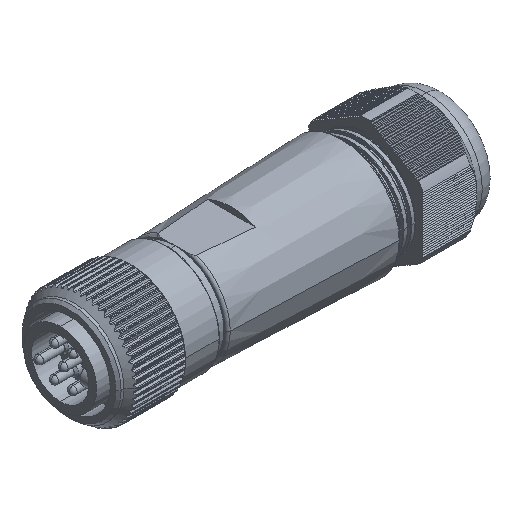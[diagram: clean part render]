
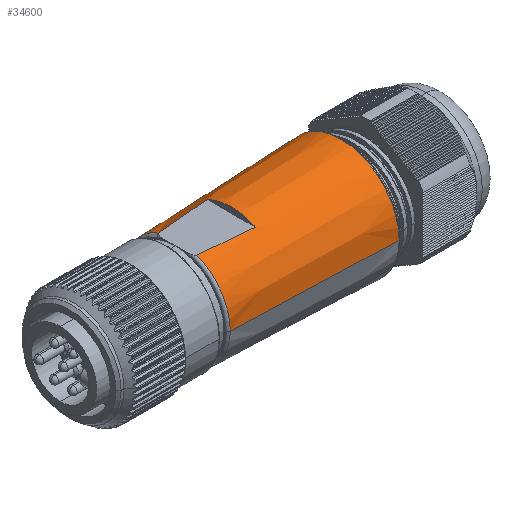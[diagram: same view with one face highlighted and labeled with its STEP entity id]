
A CAD part, isometric view. The second image highlights one B-rep face of the part: STEP entity #34600.
In plain terms, the highlighted conical face has half-angle 2 degrees and reference radius 13.09 mm.
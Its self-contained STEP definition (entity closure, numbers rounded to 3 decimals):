
#56 = DIRECTION ( 'NONE',  ( -1., 0., 0. ) ) ;
#722 = AXIS2_PLACEMENT_3D ( 'NONE', #23827, #6514, #26726 ) ;
#1455 = CARTESIAN_POINT ( 'NONE',  ( 22.237, -4.804, 12.2 ) ) ;
#1471 = DIRECTION ( 'NONE',  ( 0., 1., 0. ) ) ;
#1543 = CARTESIAN_POINT ( 'NONE',  ( 21.61, 0., 0. ) ) ;
#2523 = CARTESIAN_POINT ( 'NONE',  ( 26.681, 5.228, 12.2 ) ) ;
#3899 = EDGE_CURVE ( 'NONE', #23938, #20981, #26819, .T. ) ;
#4392 = DIRECTION ( 'NONE',  ( 0., 1., 0. ) ) ;
#5185 = CARTESIAN_POINT ( 'NONE',  ( 22.237, 13.112, 0. ) ) ;
#6197 = B_SPLINE_CURVE_WITH_KNOTS ( 'NONE', 3,
 ( #25476, #31308, #2523, #22675 ),
 .UNSPECIFIED., .F., .F.,
 ( 4, 4 ),
 ( 0.015, 0.029 ),
 .UNSPECIFIED. ) ;
#6243 = VECTOR ( 'NONE', #28121, 1000. ) ;
#6502 = VERTEX_POINT ( 'NONE', #14604 ) ;
#6514 = DIRECTION ( 'NONE',  ( 1., 0., 0. ) ) ;
#8217 = DIRECTION ( 'NONE',  ( 0.999, -0.035, 0. ) ) ;
#8347 = CARTESIAN_POINT ( 'NONE',  ( 21.61, -13.09, 0. ) ) ;
#8788 = CARTESIAN_POINT ( 'NONE',  ( 22.237, -4.804, 12.2 ) ) ;
#8894 = VECTOR ( 'NONE', #8217, 1000. ) ;
#9358 = DIRECTION ( 'NONE',  ( -1., 0., 0. ) ) ;
#9818 = LINE ( 'NONE', #8347, #8894 ) ;
#9822 = CARTESIAN_POINT ( 'NONE',  ( 62.887, -14.531, 0. ) ) ;
#10581 = EDGE_CURVE ( 'NONE', #14109, #34029, #9818, .T. ) ;
#11845 = AXIS2_PLACEMENT_3D ( 'NONE', #26685, #9358, #29616 ) ;
#12860 = ORIENTED_EDGE ( 'NONE', *, *, #3899, .F. ) ;
#13144 = CARTESIAN_POINT ( 'NONE',  ( 26.681, -5.228, 12.2 ) ) ;
#13386 = VERTEX_POINT ( 'NONE', #18076 ) ;
#13670 = EDGE_LOOP ( 'NONE', ( #14384, #33449, #36271, #19186, #30483, #17313, #12860, #27324 ) ) ;
#14095 = AXIS2_PLACEMENT_3D ( 'NONE', #1543, #27503, #4392 ) ;
#14109 = VERTEX_POINT ( 'NONE', #19024 ) ;
#14384 = ORIENTED_EDGE ( 'NONE', *, *, #15665, .T. ) ;
#14604 = CARTESIAN_POINT ( 'NONE',  ( 62.887, 14.531, 0. ) ) ;
#14833 = LINE ( 'NONE', #25228, #6243 ) ;
#15665 = EDGE_CURVE ( 'NONE', #18215, #14109, #32292, .T. ) ;
#15779 = CONICAL_SURFACE ( 'NONE', #14095, 13.09, 0.035 ) ;
#16066 = CARTESIAN_POINT ( 'NONE',  ( 31.13, -5.606, 12.2 ) ) ;
#17277 = CIRCLE ( 'NONE', #11845, 14.531 ) ;
#17313 = ORIENTED_EDGE ( 'NONE', *, *, #34825, .F. ) ;
#17322 = CARTESIAN_POINT ( 'NONE',  ( 35.58, 0., 0. ) ) ;
#17391 = EDGE_CURVE ( 'NONE', #34029, #6502, #17277, .T. ) ;
#18076 = CARTESIAN_POINT ( 'NONE',  ( 22.237, 4.804, 12.2 ) ) ;
#18215 = VERTEX_POINT ( 'NONE', #8788 ) ;
#18657 = CARTESIAN_POINT ( 'NONE',  ( 35.58, 5.96, 12.2 ) ) ;
#18725 = DIRECTION ( 'NONE',  ( 1., 0., 0. ) ) ;
#19024 = CARTESIAN_POINT ( 'NONE',  ( 22.237, -13.112, 0. ) ) ;
#19186 = ORIENTED_EDGE ( 'NONE', *, *, #34707, .F. ) ;
#19515 = VERTEX_POINT ( 'NONE', #5185 ) ;
#19937 = B_SPLINE_CURVE_WITH_KNOTS ( 'NONE', 3,
 ( #1455, #13144, #16066, #36283 ),
 .UNSPECIFIED., .F., .F.,
 ( 4, 4 ),
 ( 0.022, 0.036 ),
 .UNSPECIFIED. ) ;
#19951 = AXIS2_PLACEMENT_3D ( 'NONE', #17322, #56, #20207 ) ;
#20207 = DIRECTION ( 'NONE',  ( 0., 0., 1. ) ) ;
#20324 = AXIS2_PLACEMENT_3D ( 'NONE', #36057, #18725, #1471 ) ;
#20823 = CARTESIAN_POINT ( 'NONE',  ( 35.58, -5.96, 12.2 ) ) ;
#20981 = VERTEX_POINT ( 'NONE', #18657 ) ;
#22675 = CARTESIAN_POINT ( 'NONE',  ( 22.237, 4.804, 12.2 ) ) ;
#23827 = CARTESIAN_POINT ( 'NONE',  ( 22.237, 0., 0. ) ) ;
#23938 = VERTEX_POINT ( 'NONE', #20823 ) ;
#24356 = FACE_OUTER_BOUND ( 'NONE', #13670, .T. ) ;
#24938 = EDGE_CURVE ( 'NONE', #18215, #23938, #19937, .T. ) ;
#25228 = CARTESIAN_POINT ( 'NONE',  ( 21.61, 13.09, 0. ) ) ;
#25476 = CARTESIAN_POINT ( 'NONE',  ( 35.58, 5.96, 12.2 ) ) ;
#26685 = CARTESIAN_POINT ( 'NONE',  ( 62.887, 0., 0. ) ) ;
#26726 = DIRECTION ( 'NONE',  ( 0., 1., 0. ) ) ;
#26819 = CIRCLE ( 'NONE', #19951, 13.578 ) ;
#27324 = ORIENTED_EDGE ( 'NONE', *, *, #24938, .F. ) ;
#27503 = DIRECTION ( 'NONE',  ( 1., 0., 0. ) ) ;
#28116 = CIRCLE ( 'NONE', #20324, 13.112 ) ;
#28121 = DIRECTION ( 'NONE',  ( 0.999, 0.035, 0. ) ) ;
#29616 = DIRECTION ( 'NONE',  ( 0., -1., 0. ) ) ;
#30483 = ORIENTED_EDGE ( 'NONE', *, *, #31623, .T. ) ;
#31308 = CARTESIAN_POINT ( 'NONE',  ( 31.13, 5.606, 12.2 ) ) ;
#31623 = EDGE_CURVE ( 'NONE', #19515, #13386, #28116, .T. ) ;
#32292 = CIRCLE ( 'NONE', #722, 13.112 ) ;
#33449 = ORIENTED_EDGE ( 'NONE', *, *, #10581, .T. ) ;
#34029 = VERTEX_POINT ( 'NONE', #9822 ) ;
#34600 = ADVANCED_FACE ( 'NONE', ( #24356 ), #15779, .T. ) ;
#34707 = EDGE_CURVE ( 'NONE', #19515, #6502, #14833, .T. ) ;
#34825 = EDGE_CURVE ( 'NONE', #20981, #13386, #6197, .T. ) ;
#36057 = CARTESIAN_POINT ( 'NONE',  ( 22.237, 0., 0. ) ) ;
#36271 = ORIENTED_EDGE ( 'NONE', *, *, #17391, .T. ) ;
#36283 = CARTESIAN_POINT ( 'NONE',  ( 35.58, -5.96, 12.2 ) ) ;
